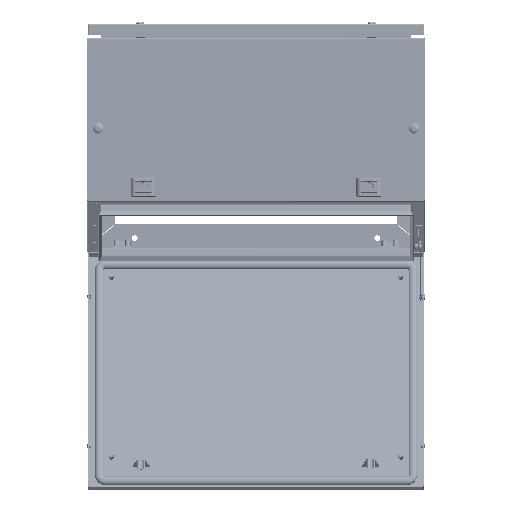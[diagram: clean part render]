
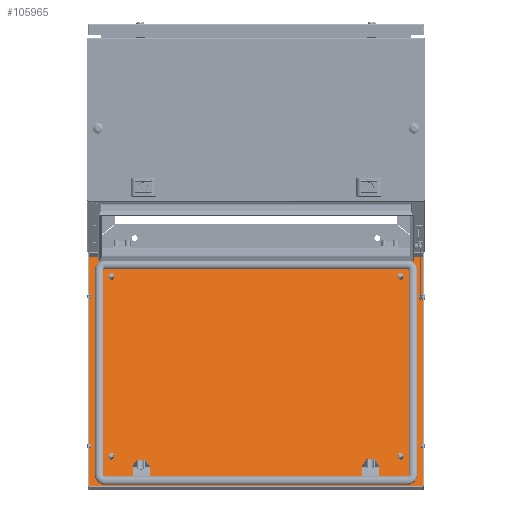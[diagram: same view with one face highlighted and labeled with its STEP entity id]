
A CAD part, top view. The second image highlights one B-rep face of the part: STEP entity #105965.
In plain terms, the highlighted face is planar.
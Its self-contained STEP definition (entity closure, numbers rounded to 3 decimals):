
#7566 = AXIS2_PLACEMENT_3D ( 'NONE', #164755, #164771, #164773 ) ;
#22843 = CARTESIAN_POINT ( 'NONE',  ( 218.5, 295.5, 2. ) ) ;
#22989 = CARTESIAN_POINT ( 'NONE',  ( 218.5, -295.5, 2. ) ) ;
#77665 = EDGE_CURVE ( 'NONE', #146157, #143834, #123518, .T. ) ;
#98089 = EDGE_CURVE ( 'NONE', #143834, #143969, #123660, .T. ) ;
#98179 = EDGE_CURVE ( 'NONE', #143969, #146133, #123721, .T. ) ;
#98345 = EDGE_CURVE ( 'NONE', #146133, #146157, #129552, .T. ) ;
#103923 = CARTESIAN_POINT ( 'NONE',  ( -218.5, -295.5, 2. ) ) ;
#103970 = CARTESIAN_POINT ( 'NONE',  ( -218.5, 295.5, 2. ) ) ;
#105965 = ADVANCED_FACE ( 'NONE', ( #166240 ), #164765, .T. ) ;
#117908 = EDGE_LOOP ( 'NONE', ( #146368, #146370, #146372, #146375 ) ) ;
#123518 = LINE ( 'NONE', #125232, #123520 ) ;
#123520 = VECTOR ( 'NONE', #125236, 1000. ) ;
#123660 = LINE ( 'NONE', #128725, #123678 ) ;
#123678 = VECTOR ( 'NONE', #128745, 1000. ) ;
#123721 = LINE ( 'NONE', #128822, #123724 ) ;
#123724 = VECTOR ( 'NONE', #128823, 1000. ) ;
#125232 = CARTESIAN_POINT ( 'NONE',  ( -219.5, 295.5, 2. ) ) ;
#125236 = DIRECTION ( 'NONE',  ( 1., 0., 0. ) ) ;
#128725 = CARTESIAN_POINT ( 'NONE',  ( 218.5, 295.5, 2. ) ) ;
#128745 = DIRECTION ( 'NONE',  ( 0., -1., 0. ) ) ;
#128822 = CARTESIAN_POINT ( 'NONE',  ( 219.5, -295.5, 2. ) ) ;
#128823 = DIRECTION ( 'NONE',  ( -1., 0., 0. ) ) ;
#128996 = CARTESIAN_POINT ( 'NONE',  ( -218.5, -295.5, 2. ) ) ;
#128997 = DIRECTION ( 'NONE',  ( 0., 1., 0. ) ) ;
#129552 = LINE ( 'NONE', #128996, #129555 ) ;
#129555 = VECTOR ( 'NONE', #128997, 1000. ) ;
#143834 = VERTEX_POINT ( 'NONE', #22843 ) ;
#143969 = VERTEX_POINT ( 'NONE', #22989 ) ;
#146133 = VERTEX_POINT ( 'NONE', #103923 ) ;
#146157 = VERTEX_POINT ( 'NONE', #103970 ) ;
#146368 = ORIENTED_EDGE ( 'NONE', *, *, #98179, .F. ) ;
#146370 = ORIENTED_EDGE ( 'NONE', *, *, #98089, .F. ) ;
#146372 = ORIENTED_EDGE ( 'NONE', *, *, #77665, .F. ) ;
#146375 = ORIENTED_EDGE ( 'NONE', *, *, #98345, .F. ) ;
#164755 = CARTESIAN_POINT ( 'NONE',  ( -219.5, -296.5, 2. ) ) ;
#164765 = PLANE ( 'NONE',  #7566 ) ;
#164771 = DIRECTION ( 'NONE',  ( 0., 0., 1. ) ) ;
#164773 = DIRECTION ( 'NONE',  ( 1., 0., 0. ) ) ;
#166240 = FACE_OUTER_BOUND ( 'NONE', #117908, .T. ) ;
